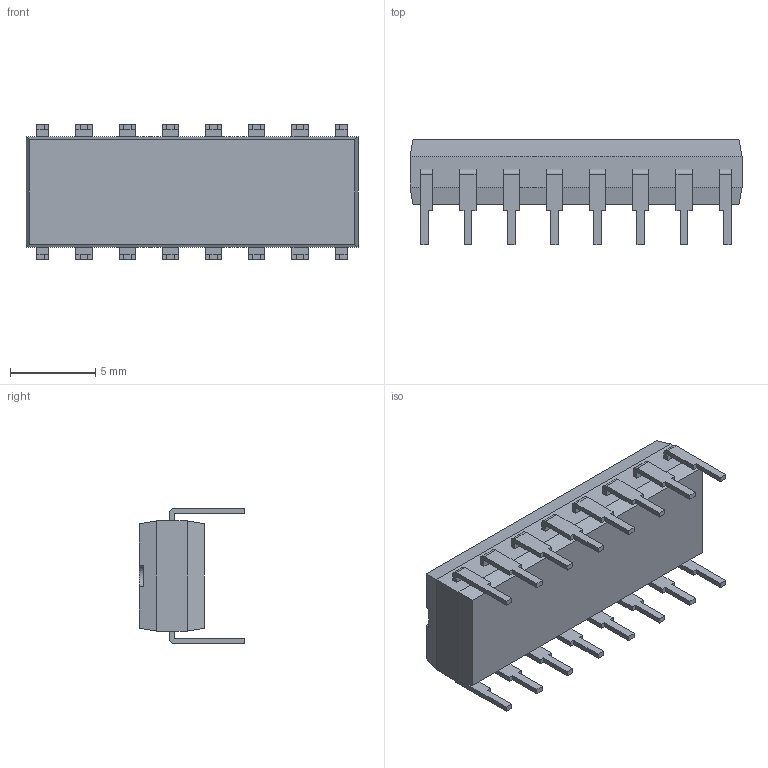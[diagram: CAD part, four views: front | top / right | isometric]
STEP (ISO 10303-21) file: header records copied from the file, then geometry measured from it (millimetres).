
FILE_DESCRIPTION (( 'STEP AP214' ), '1' );
FILE_NAME ( 'DIP762W45P254L1950H420Q16.STEP', '2017-09-26T14:09:23', ( '' ), ( '' ), 'Part was generated with the free Library Expert Lite available at www.PCBLibraries.com. Removing line will violate the End User License Agreement.', '©2017 PCB Libraries, Inc.', '' );
FILE_SCHEMA (( 'AUTOMOTIVE_DESIGN' ));
Length unit declared in the file: millimetre
Products named in the file (1): DIP762W45P254L1950H420Q16
Bounding box: 19.5 x 6.2 x 7.92 mm (x, y, z)
Volume: 489.4 mm3; surface area: 596.3 mm2
Topology: 17 solids, 17 shells, 234 faces, 592 edges, 392 vertices
Faces by surface type: plane 201, cylinder 33
Entity records: 7800 total; most frequent: CARTESIAN_POINT 1219, ORIENTED_EDGE 1184, DIRECTION 1128, EDGE_CURVE 592, VECTOR 526, LINE 526, VERTEX_POINT 392, AXIS2_PLACEMENT_3D 301
